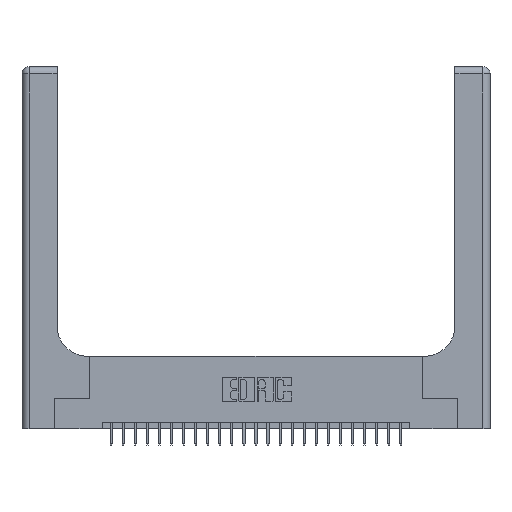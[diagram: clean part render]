
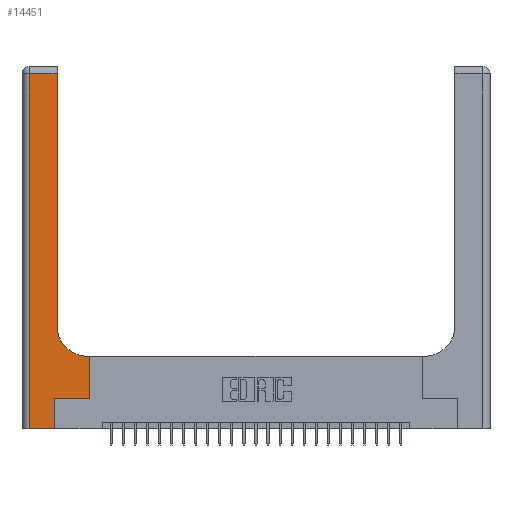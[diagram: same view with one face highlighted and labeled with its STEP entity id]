
A CAD part, top view. The second image highlights one B-rep face of the part: STEP entity #14451.
In plain terms, the highlighted planar face has unit normal (0, 0, 1).
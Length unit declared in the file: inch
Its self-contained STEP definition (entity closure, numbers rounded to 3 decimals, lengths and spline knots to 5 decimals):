
#88 = LINE ( 'NONE', #8057, #12002 ) ;
#629 = ORIENTED_EDGE ( 'NONE', *, *, #22401, .T. ) ;
#1049 = AXIS2_PLACEMENT_3D ( 'NONE', #6405, #23391, #17361 ) ;
#1182 = VERTEX_POINT ( 'NONE', #6475 ) ;
#1554 = CARTESIAN_POINT ( 'NONE',  ( 0.269, 0., 0.37 ) ) ;
#1763 = VERTEX_POINT ( 'NONE', #19374 ) ;
#1796 = DIRECTION ( 'NONE',  ( 1., 0., 0. ) ) ;
#1913 = EDGE_CURVE ( 'NONE', #1182, #4939, #17845, .T. ) ;
#1918 = CARTESIAN_POINT ( 'NONE',  ( 0.2915, 0.6, 0.37 ) ) ;
#1923 = VECTOR ( 'NONE', #14202, 39.37008 ) ;
#1944 = LINE ( 'NONE', #22738, #25173 ) ;
#2005 = EDGE_CURVE ( 'NONE', #1763, #22064, #7986, .T. ) ;
#2092 = DIRECTION ( 'NONE',  ( 0., 0., -1. ) ) ;
#2149 = VERTEX_POINT ( 'NONE', #9868 ) ;
#2229 = FACE_OUTER_BOUND ( 'NONE', #20638, .T. ) ;
#2949 = EDGE_CURVE ( 'NONE', #18815, #19505, #10740, .T. ) ;
#3574 = DIRECTION ( 'NONE',  ( 0., 1., 0. ) ) ;
#4158 = VECTOR ( 'NONE', #6698, 39.37008 ) ;
#4271 = CARTESIAN_POINT ( 'NONE',  ( 0.2915, 3., 0.37 ) ) ;
#4326 = ORIENTED_EDGE ( 'NONE', *, *, #23000, .T. ) ;
#4939 = VERTEX_POINT ( 'NONE', #1554 ) ;
#5826 = ORIENTED_EDGE ( 'NONE', *, *, #2949, .T. ) ;
#5913 = DIRECTION ( 'NONE',  ( -1., 0., 0. ) ) ;
#6405 = CARTESIAN_POINT ( 'NONE',  ( 0.5415, 0.85, 0.37 ) ) ;
#6475 = CARTESIAN_POINT ( 'NONE',  ( 0.06, 0., 0.37 ) ) ;
#6698 = DIRECTION ( 'NONE',  ( 0., 1., 0. ) ) ;
#7986 = LINE ( 'NONE', #26856, #24763 ) ;
#8057 = CARTESIAN_POINT ( 'NONE',  ( 0.5585, 0.25, 0.37 ) ) ;
#9378 = ORIENTED_EDGE ( 'NONE', *, *, #2005, .T. ) ;
#9868 = CARTESIAN_POINT ( 'NONE',  ( 0.5585, 0.6, 0.37 ) ) ;
#10275 = VERTEX_POINT ( 'NONE', #14379 ) ;
#10740 = CIRCLE ( 'NONE', #1049, 0.25 ) ;
#11218 = DIRECTION ( 'NONE',  ( -1., 0., 0. ) ) ;
#11724 = CARTESIAN_POINT ( 'NONE',  ( 0.06, 3., 0.37 ) ) ;
#12002 = VECTOR ( 'NONE', #14835, 39.37008 ) ;
#12339 = LINE ( 'NONE', #1918, #20866 ) ;
#12652 = VECTOR ( 'NONE', #3574, 39.37008 ) ;
#13062 = EDGE_CURVE ( 'NONE', #4939, #19631, #15847, .T. ) ;
#13263 = ORIENTED_EDGE ( 'NONE', *, *, #19376, .T. ) ;
#13892 = CARTESIAN_POINT ( 'NONE',  ( 0.269, 0., 0.37 ) ) ;
#14202 = DIRECTION ( 'NONE',  ( 1., 0., 0. ) ) ;
#14379 = CARTESIAN_POINT ( 'NONE',  ( 0.5585, 0.25, 0.37 ) ) ;
#14451 = ADVANCED_FACE ( 'NONE', ( #2229 ), #16994, .F. ) ;
#14835 = DIRECTION ( 'NONE',  ( 0., 1., 0. ) ) ;
#15489 = ORIENTED_EDGE ( 'NONE', *, *, #21750, .T. ) ;
#15803 = AXIS2_PLACEMENT_3D ( 'NONE', #18664, #2092, #5913 ) ;
#15847 = LINE ( 'NONE', #13892, #12652 ) ;
#16848 = DIRECTION ( 'NONE',  ( -1., 0., 0. ) ) ;
#16994 = PLANE ( 'NONE',  #15803 ) ;
#17361 = DIRECTION ( 'NONE',  ( 1., 0., 0. ) ) ;
#17373 = VECTOR ( 'NONE', #20184, 39.37008 ) ;
#17845 = LINE ( 'NONE', #26420, #1923 ) ;
#17882 = ORIENTED_EDGE ( 'NONE', *, *, #22743, .T. ) ;
#18664 = CARTESIAN_POINT ( 'NONE',  ( 0., 3., 0.37 ) ) ;
#18815 = VERTEX_POINT ( 'NONE', #23908 ) ;
#19326 = LINE ( 'NONE', #4271, #4158 ) ;
#19374 = CARTESIAN_POINT ( 'NONE',  ( 0.2915, 2.94, 0.37 ) ) ;
#19376 = EDGE_CURVE ( 'NONE', #19631, #10275, #1944, .T. ) ;
#19505 = VERTEX_POINT ( 'NONE', #21642 ) ;
#19631 = VERTEX_POINT ( 'NONE', #24079 ) ;
#19941 = ORIENTED_EDGE ( 'NONE', *, *, #13062, .T. ) ;
#20184 = DIRECTION ( 'NONE',  ( 0., -1., 0. ) ) ;
#20638 = EDGE_LOOP ( 'NONE', ( #15489, #9378, #4326, #24862, #19941, #13263, #17882, #629, #5826 ) ) ;
#20866 = VECTOR ( 'NONE', #11218, 39.37008 ) ;
#21642 = CARTESIAN_POINT ( 'NONE',  ( 0.2915, 0.85, 0.37 ) ) ;
#21750 = EDGE_CURVE ( 'NONE', #19505, #1763, #19326, .T. ) ;
#22064 = VERTEX_POINT ( 'NONE', #24470 ) ;
#22221 = LINE ( 'NONE', #11724, #17373 ) ;
#22401 = EDGE_CURVE ( 'NONE', #2149, #18815, #12339, .T. ) ;
#22738 = CARTESIAN_POINT ( 'NONE',  ( 0.269, 0.25, 0.37 ) ) ;
#22743 = EDGE_CURVE ( 'NONE', #10275, #2149, #88, .T. ) ;
#23000 = EDGE_CURVE ( 'NONE', #22064, #1182, #22221, .T. ) ;
#23391 = DIRECTION ( 'NONE',  ( 0., 0., -1. ) ) ;
#23908 = CARTESIAN_POINT ( 'NONE',  ( 0.5415, 0.6, 0.37 ) ) ;
#24079 = CARTESIAN_POINT ( 'NONE',  ( 0.269, 0.25, 0.37 ) ) ;
#24470 = CARTESIAN_POINT ( 'NONE',  ( 0.06, 2.94, 0.37 ) ) ;
#24763 = VECTOR ( 'NONE', #16848, 39.37008 ) ;
#24862 = ORIENTED_EDGE ( 'NONE', *, *, #1913, .T. ) ;
#25173 = VECTOR ( 'NONE', #1796, 39.37008 ) ;
#26420 = CARTESIAN_POINT ( 'NONE',  ( 0., 0., 0.37 ) ) ;
#26856 = CARTESIAN_POINT ( 'NONE',  ( 0., 2.94, 0.37 ) ) ;
